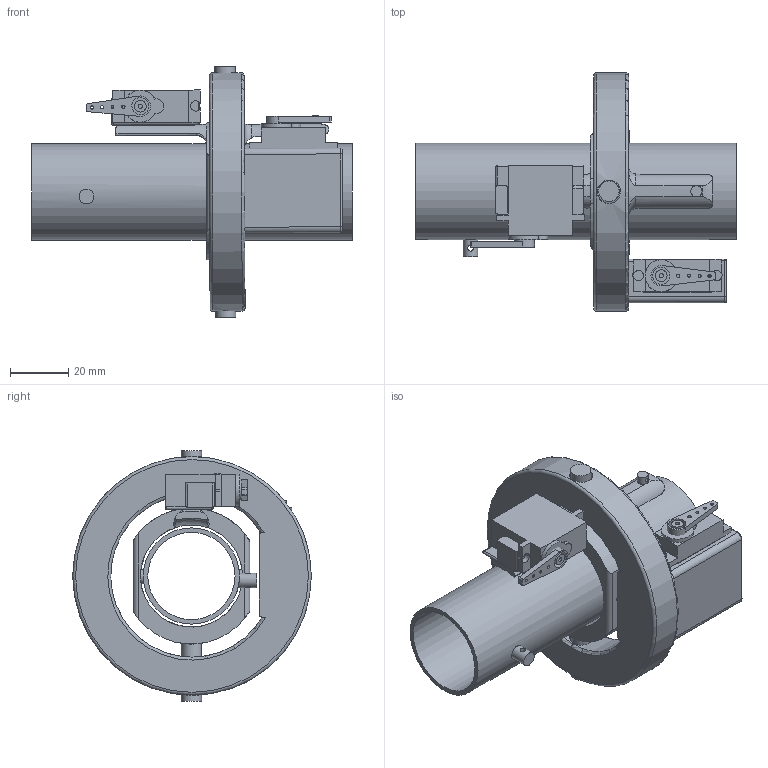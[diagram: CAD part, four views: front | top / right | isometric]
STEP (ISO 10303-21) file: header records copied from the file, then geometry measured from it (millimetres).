
FILE_DESCRIPTION(/* description */ (''),/* implementation_level */ '2;1');
FILE_NAME(/* name */ 'Thrust Vector Contol prototype.step',/* time_stamp */ '2026-02-14T15:36:34+05:30',/* author */ (''),/* organization */ (''),/* preprocessor_version */ 'ST-DEVELOPER v20.1',/* originating_system */ 'Autodesk Translation Framework v14.24.0.0',/* authorisation */ '');
FILE_SCHEMA (('AUTOMOTIVE_DESIGN { 1 0 10303 214 3 1 1 }'));
Length unit declared in the file: centimetre
Products named in the file (8): tvc; Servo2; Component7; Mount; Servo2_1; Component7_1; Mount (1); ServoHorn
Assembly tree (8 placements, depth 4):
  tvc
    Servo2
      Component7
    Mount
      Servo2_1
        Component7_1
    Mount (1)
    ServoHorn  x2
Bounding box: 110 x 81.78 x 86.02 mm (x, y, z)
Volume: 85877.1 mm3; surface area: 50825.7 mm2
Topology: 7 solids, 7 shells, 208 faces, 541 edges, 350 vertices
Faces by surface type: plane 96, cylinder 90, torus 13, bspline 6, sphere 3
Full cylindrical faces by diameter (mm): 0.97 x2, 1.065 x2, 1.089 x2, 1.176 x2, 1.2 x1, 1.449 x2, 2 x1, 3.835 x1, 3.88 x2, 4 x2, 4.8 x2, 5 x3, 5.831 x2, 7 x4, 8 x2, 29.9 x1, 33 x1, 35 x1, 81.781 x1
Entity records: 7127 total; most frequent: CARTESIAN_POINT 2050, DIRECTION 1007, ORIENTED_EDGE 1006, EDGE_CURVE 503, AXIS2_PLACEMENT_3D 375, VERTEX_POINT 326, LINE 257, VECTOR 257
